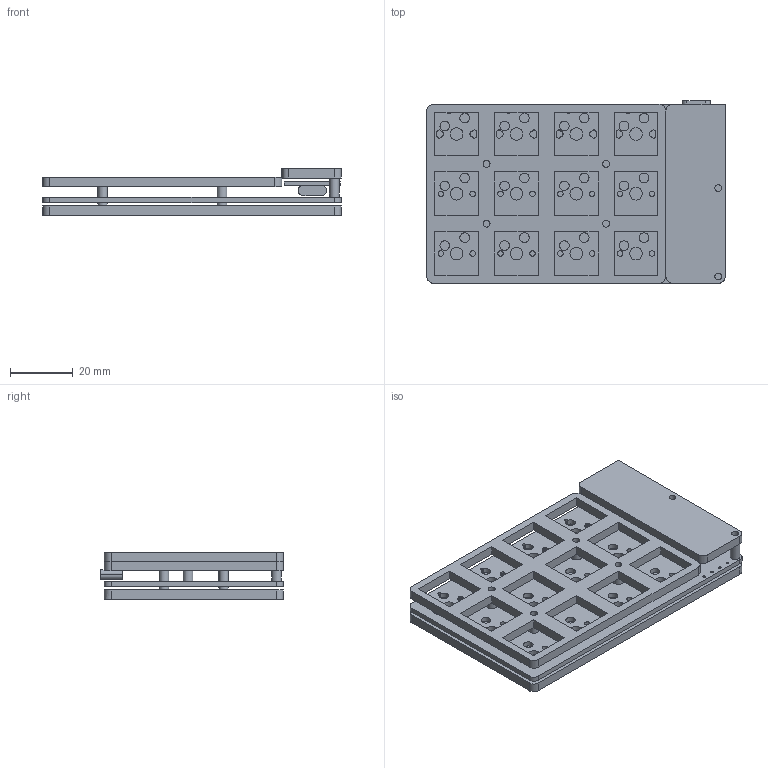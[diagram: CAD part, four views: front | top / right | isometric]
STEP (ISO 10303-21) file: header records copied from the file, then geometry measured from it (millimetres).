
FILE_DESCRIPTION(/* description */ (''),/* implementation_level */ '2;1');
FILE_NAME(/* name */ 'ARC.step',/* time_stamp */ '2023-12-02T16:10:51+08:00',/* author */ (''),/* organization */ (''),/* preprocessor_version */ 'ST-DEVELOPER v20',/* originating_system */ 'Autodesk Translation Framework v12.14.0.127',/* authorisation */ '');
FILE_SCHEMA (('AUTOMOTIVE_DESIGN { 1 0 10303 214 3 1 1 }'));
Length unit declared in the file: millimetre
Products named in the file (11): Three2One; RP2040Zero/SuperMini; MCU; Three2One PCB ; ARC case; Plate; Cover; Bottom; unti; 6mm spacer; 6mm spacer mcu
Assembly tree (14 placements, depth 4):
  Three2One
    RP2040Zero/SuperMini
      MCU
    Three2One PCB 
    ARC case
      Plate
      Cover
      Bottom
      unti
        6mm spacer mcu  x2
        6mm spacer  x4
Bounding box: 95.09 x 58.3 x 14.9 mm (x, y, z)
Volume: 34092.6 mm3; surface area: 34343.9 mm2
Topology: 11 solids, 11 shells, 505 faces, 1456 edges, 973 vertices
Faces by surface type: plane 316, cylinder 189
Full cylindrical faces by diameter (mm): 0.8 x24, 1 x16, 1.092 x46, 1.75 x16, 2.2 x12, 3.05 x26, 3.5 x4, 4 x12
Entity records: 17486 total; most frequent: CARTESIAN_POINT 2928, ORIENTED_EDGE 2888, DIRECTION 2861, EDGE_CURVE 1444, LINE 1065, VECTOR 1065, VERTEX_POINT 965, AXIS2_PLACEMENT_3D 898
